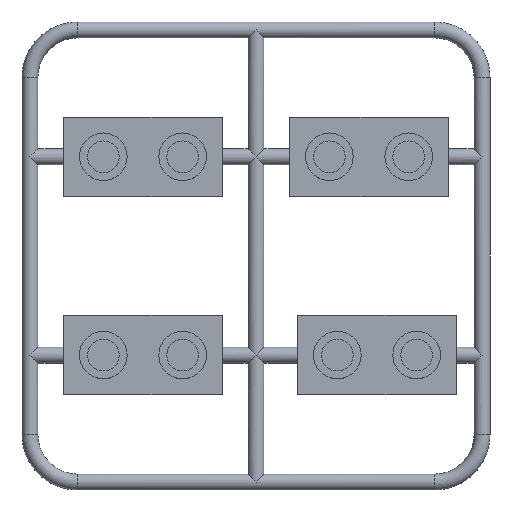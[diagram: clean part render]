
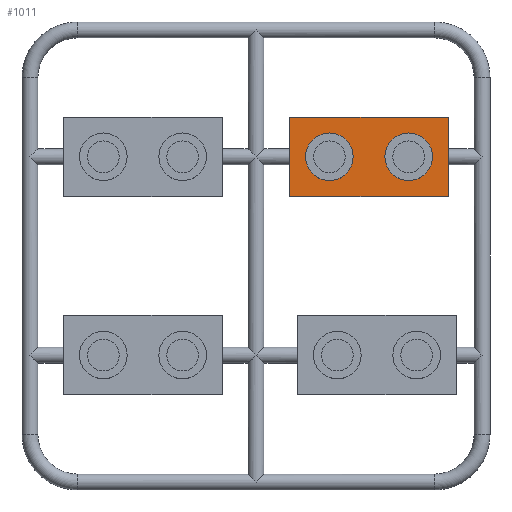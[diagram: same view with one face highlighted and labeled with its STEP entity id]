
A CAD part, top view. The second image highlights one B-rep face of the part: STEP entity #1011.
In plain terms, the highlighted planar face has unit normal (0, 0, 1).
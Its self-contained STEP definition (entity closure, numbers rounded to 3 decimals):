
#77=FACE_BOUND('',#204,.T.);
#78=FACE_BOUND('',#205,.T.);
#106=PLANE('',#1102);
#143=FACE_OUTER_BOUND('',#203,.T.);
#203=EDGE_LOOP('',(#790,#791,#792,#793));
#204=EDGE_LOOP('',(#794));
#205=EDGE_LOOP('',(#795));
#267=LINE('',#1604,#342);
#278=LINE('',#1625,#353);
#302=LINE('',#1683,#377);
#303=LINE('',#1684,#378);
#342=VECTOR('',#1251,10.);
#353=VECTOR('',#1268,10.);
#377=VECTOR('',#1326,10.);
#378=VECTOR('',#1327,10.);
#402=CIRCLE('',#1100,2.4);
#403=CIRCLE('',#1103,2.4);
#451=VERTEX_POINT('',#1601);
#452=VERTEX_POINT('',#1603);
#459=VERTEX_POINT('',#1623);
#475=VERTEX_POINT('',#1677);
#476=VERTEX_POINT('',#1682);
#477=VERTEX_POINT('',#1685);
#555=EDGE_CURVE('',#451,#452,#267,.T.);
#566=EDGE_CURVE('',#459,#451,#278,.T.);
#593=EDGE_CURVE('',#475,#475,#402,.T.);
#594=EDGE_CURVE('',#476,#459,#302,.T.);
#595=EDGE_CURVE('',#476,#452,#303,.T.);
#596=EDGE_CURVE('',#477,#477,#403,.T.);
#790=ORIENTED_EDGE('',*,*,#594,.F.);
#791=ORIENTED_EDGE('',*,*,#595,.T.);
#792=ORIENTED_EDGE('',*,*,#555,.F.);
#793=ORIENTED_EDGE('',*,*,#566,.F.);
#794=ORIENTED_EDGE('',*,*,#596,.T.);
#795=ORIENTED_EDGE('',*,*,#593,.T.);
#1011=ADVANCED_FACE('',(#143,#77,#78),#106,.T.);
#1100=AXIS2_PLACEMENT_3D('',#1679,#1320,#1321);
#1102=AXIS2_PLACEMENT_3D('',#1681,#1324,#1325);
#1103=AXIS2_PLACEMENT_3D('',#1686,#1328,#1329);
#1251=DIRECTION('',(1.,0.,0.));
#1268=DIRECTION('',(0.,1.,0.));
#1320=DIRECTION('center_axis',(0.,0.,-1.));
#1321=DIRECTION('ref_axis',(-1.,0.,0.));
#1324=DIRECTION('center_axis',(0.,0.,1.));
#1325=DIRECTION('ref_axis',(1.,0.,0.));
#1326=DIRECTION('',(-1.,0.,0.));
#1327=DIRECTION('',(0.,1.,0.));
#1328=DIRECTION('center_axis',(0.,0.,-1.));
#1329=DIRECTION('ref_axis',(-1.,0.,0.));
#1601=CARTESIAN_POINT('',(0.,8.,3.2));
#1603=CARTESIAN_POINT('',(16.,8.,3.2));
#1604=CARTESIAN_POINT('',(16.,8.,3.2));
#1623=CARTESIAN_POINT('',(0.,0.,3.2));
#1625=CARTESIAN_POINT('',(0.,0.,3.2));
#1677=CARTESIAN_POINT('',(14.4,4.,3.2));
#1679=CARTESIAN_POINT('Origin',(12.,4.,3.2));
#1681=CARTESIAN_POINT('Origin',(0.,0.,3.2));
#1682=CARTESIAN_POINT('',(16.,0.,3.2));
#1683=CARTESIAN_POINT('',(16.,0.,3.2));
#1684=CARTESIAN_POINT('',(16.,0.,3.2));
#1685=CARTESIAN_POINT('',(6.4,4.,3.2));
#1686=CARTESIAN_POINT('Origin',(4.,4.,3.2));
